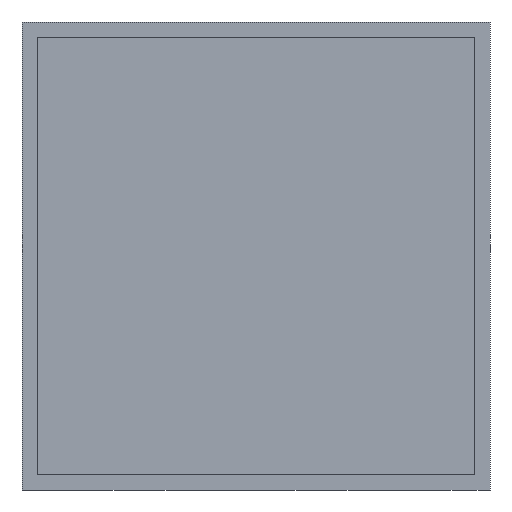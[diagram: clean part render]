
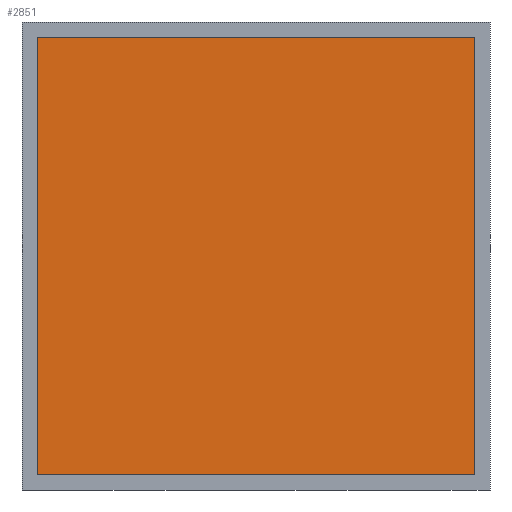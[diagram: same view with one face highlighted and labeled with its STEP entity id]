
A CAD part, front view. The second image highlights one B-rep face of the part: STEP entity #2851.
In plain terms, the highlighted planar face has unit normal (0, -1, 0).
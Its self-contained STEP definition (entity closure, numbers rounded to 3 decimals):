
#2736=DIRECTION('',(0.,0.,-1.));
#2737=VECTOR('',#2736,28.);
#2738=CARTESIAN_POINT('',(-14.,-0.2,14.));
#2739=LINE('',#2738,#2737);
#2740=DIRECTION('',(-1.,0.,0.));
#2741=VECTOR('',#2740,28.);
#2742=CARTESIAN_POINT('',(14.,-0.2,14.));
#2743=LINE('',#2742,#2741);
#2744=DIRECTION('',(0.,0.,1.));
#2745=VECTOR('',#2744,28.);
#2746=CARTESIAN_POINT('',(14.,-0.2,-14.));
#2747=LINE('',#2746,#2745);
#2748=DIRECTION('',(1.,0.,0.));
#2749=VECTOR('',#2748,28.);
#2750=CARTESIAN_POINT('',(-14.,-0.2,-14.));
#2751=LINE('',#2750,#2749);
#2760=CARTESIAN_POINT('',(-14.,-0.2,14.));
#2761=CARTESIAN_POINT('',(-14.,-0.2,-14.));
#2762=VERTEX_POINT('',#2760);
#2763=VERTEX_POINT('',#2761);
#2764=CARTESIAN_POINT('',(14.,-0.2,-14.));
#2765=VERTEX_POINT('',#2764);
#2766=CARTESIAN_POINT('',(14.,-0.2,14.));
#2767=VERTEX_POINT('',#2766);
#2840=CARTESIAN_POINT('',(0.,-0.2,0.));
#2841=DIRECTION('',(0.,-1.,0.));
#2842=DIRECTION('',(1.,0.,0.));
#2843=AXIS2_PLACEMENT_3D('',#2840,#2841,#2842);
#2844=PLANE('',#2843);
#2845=ORIENTED_EDGE('',*,*,#2792,.F.);
#2846=ORIENTED_EDGE('',*,*,#2807,.F.);
#2847=ORIENTED_EDGE('',*,*,#2821,.F.);
#2848=ORIENTED_EDGE('',*,*,#2834,.F.);
#2849=EDGE_LOOP('',(#2845,#2846,#2847,#2848));
#2850=FACE_OUTER_BOUND('',#2849,.F.);
#2851=ADVANCED_FACE('',(#2850),#2844,.T.);
#2792=EDGE_CURVE('',#2762,#2763,#2739,.T.);
#2807=EDGE_CURVE('',#2767,#2762,#2743,.T.);
#2821=EDGE_CURVE('',#2765,#2767,#2747,.T.);
#2834=EDGE_CURVE('',#2763,#2765,#2751,.T.);
